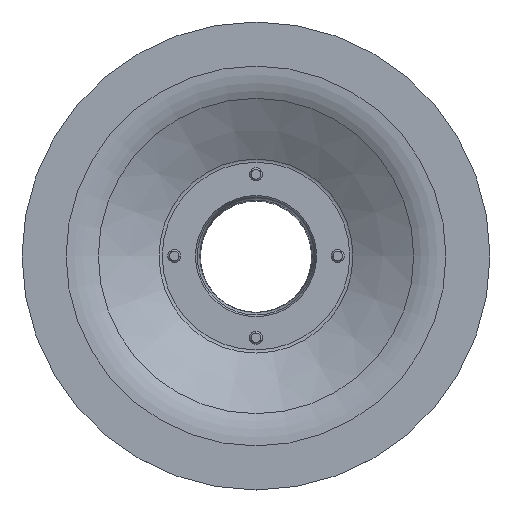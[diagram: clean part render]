
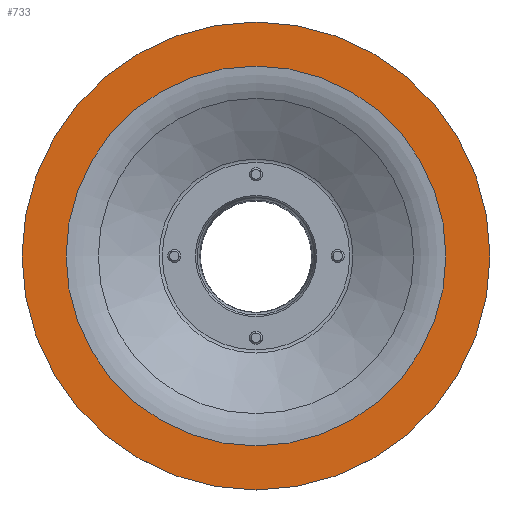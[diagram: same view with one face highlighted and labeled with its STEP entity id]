
A CAD part, top view. The second image highlights one B-rep face of the part: STEP entity #733.
In plain terms, the highlighted planar face has unit normal (0, 0, 1).
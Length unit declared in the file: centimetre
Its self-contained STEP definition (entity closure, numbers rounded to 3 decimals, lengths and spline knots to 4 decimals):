
#92=FACE_BOUND('',#170,.T.);
#97=PLANE('',#889);
#112=FACE_OUTER_BOUND('',#169,.T.);
#169=EDGE_LOOP('',(#528));
#170=EDGE_LOOP('',(#529));
#215=CIRCLE('',#860,146.);
#232=CIRCLE('',#887,118.5);
#298=VERTEX_POINT('',#1334);
#312=VERTEX_POINT('',#1379);
#368=EDGE_CURVE('',#298,#298,#215,.T.);
#388=EDGE_CURVE('',#312,#312,#232,.T.);
#528=ORIENTED_EDGE('',*,*,#368,.F.);
#529=ORIENTED_EDGE('',*,*,#388,.T.);
#733=ADVANCED_FACE('',(#112,#92),#97,.T.);
#860=AXIS2_PLACEMENT_3D('',#1336,#1011,#1012);
#887=AXIS2_PLACEMENT_3D('',#1380,#1068,#1069);
#889=AXIS2_PLACEMENT_3D('',#1382,#1072,#1073);
#1011=DIRECTION('center_axis',(0.,0.,-1.));
#1012=DIRECTION('ref_axis',(1.,0.,0.));
#1068=DIRECTION('center_axis',(0.,0.,-1.));
#1069=DIRECTION('ref_axis',(1.,0.,0.));
#1072=DIRECTION('center_axis',(0.,0.,1.));
#1073=DIRECTION('ref_axis',(0.,-1.,0.));
#1334=CARTESIAN_POINT('',(146.,0.,250.));
#1336=CARTESIAN_POINT('Origin',(0.,0.,250.));
#1379=CARTESIAN_POINT('',(0.,-118.5,250.));
#1380=CARTESIAN_POINT('Origin',(0.,0.,250.));
#1382=CARTESIAN_POINT('Origin',(-146.,0.,250.));
